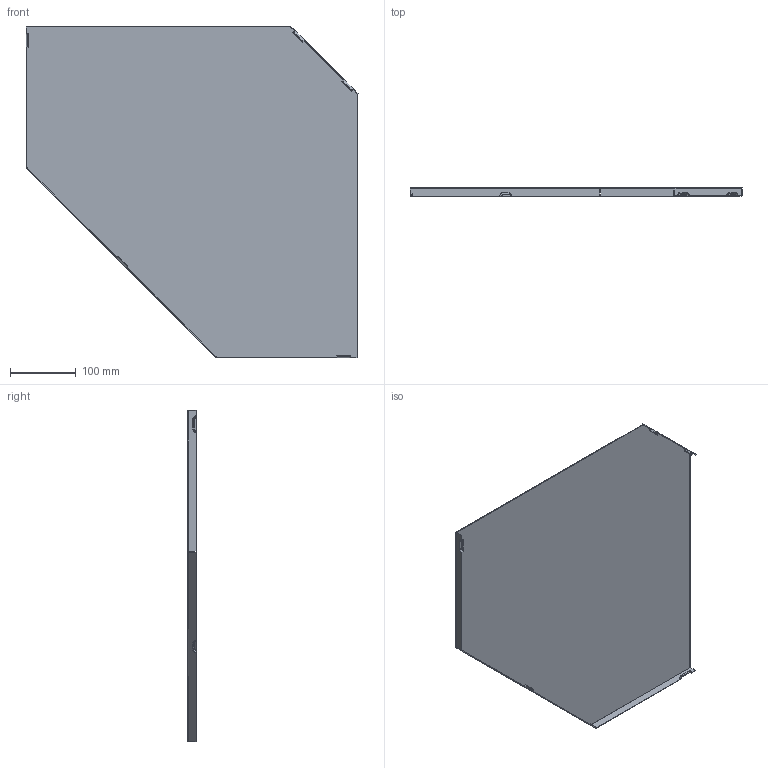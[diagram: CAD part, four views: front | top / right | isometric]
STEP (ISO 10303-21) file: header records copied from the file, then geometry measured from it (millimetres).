
FILE_DESCRIPTION(/* description */ (''),/* implementation_level */ '2;1');
FILE_NAME(/* name */ 'KGLplus90x400.ipt.stp',/* time_stamp */ '2023-05-25T16:58:37+03:00',/* author */ ('Manager3'),/* organization */ (''),/* preprocessor_version */ 'ST-DEVELOPER v19.2',/* originating_system */ 'Autodesk Inventor 2023',/* authorisation */ '');
FILE_SCHEMA (('AUTOMOTIVE_DESIGN { 1 0 10303 214 3 1 1 }'));
Length unit declared in the file: millimetre
Products named in the file (1): Крышка горизонт.
 угла 90 гр. 400 мм "ПЛЮС"
, KGLplus90x400
Bounding box: 503.94 x 12.5 x 503.94 mm (x, y, z)
Volume: 217531.9 mm3; surface area: 436640.4 mm2
Topology: 1 solids, 1 shells, 72 faces, 210 edges, 140 vertices
Faces by surface type: plane 52, cone 20
Entity records: 2498 total; most frequent: CARTESIAN_POINT 423, ORIENTED_EDGE 420, DIRECTION 396, EDGE_CURVE 210, LINE 170, VECTOR 170, VERTEX_POINT 140, AXIS2_PLACEMENT_3D 113
